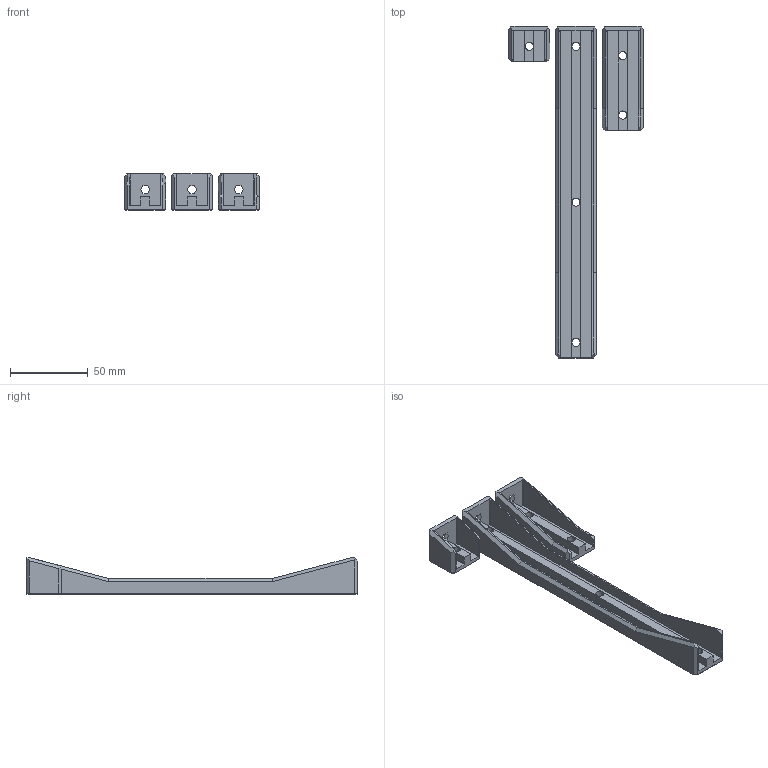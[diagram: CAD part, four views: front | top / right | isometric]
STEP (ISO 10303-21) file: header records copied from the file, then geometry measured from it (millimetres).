
FILE_DESCRIPTION(/* description */ ('STEP AP242','CAx-IF Rec.Pracs.---Representation and Presentation of Product Manufacturing Information (PMI)---4.0---2014-10-13','CAx-IF Rec.Pracs.---3D Tessellated Geometry---0.4---2014-09-14','2;1'),/* implementation_level */ '2;1');
FILE_NAME(/* name */ '6634e2cf2676d734c8b2a066',/* time_stamp */ '2024-05-03T13:12:47Z',/* author */ (''),/* organization */ (''),/* preprocessor_version */ 'ST-DEVELOPER v20',/* originating_system */ ' ',/* authorisation */ ' ');
FILE_SCHEMA (('AP242_MANAGED_MODEL_BASED_3D_ENGINEERING_MIM_LF { 1 0 10303 442 1 1 4 }'));
Length unit declared in the file: metre
Products named in the file (3): 500mm drilling jig; FACB drilling jig; Extrusion end drilling jig
Bounding box: 86.2 x 213 x 23.2 mm (x, y, z)
Volume: 54957.3 mm3; surface area: 37574.1 mm2
Topology: 3 solids, 3 shells, 161 faces, 423 edges, 268 vertices
Faces by surface type: plane 128, cylinder 21, cone 12
Entity records: 4969 total; most frequent: CARTESIAN_POINT 855, ORIENTED_EDGE 846, DIRECTION 811, EDGE_CURVE 423, LINE 363, VECTOR 363, VERTEX_POINT 268, AXIS2_PLACEMENT_3D 224
